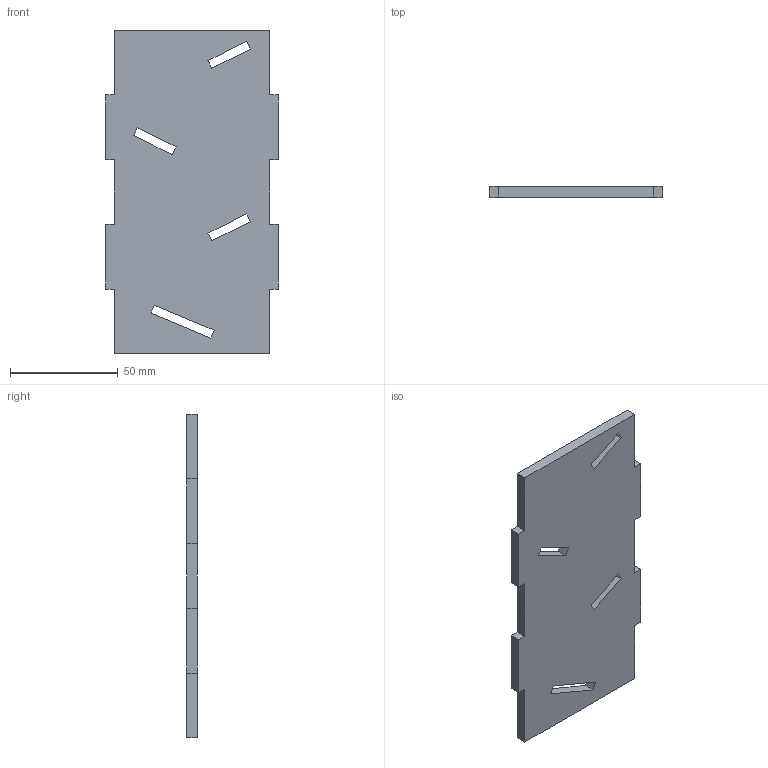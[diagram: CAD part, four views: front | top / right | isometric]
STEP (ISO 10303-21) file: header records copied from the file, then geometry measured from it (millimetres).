
FILE_DESCRIPTION(('STEP AP214'), '1');
FILE_NAME('Áîêîâàÿ ñòåíêà', '', ('UNSPECIFIED'), ('UNSPECIFIED'), 'C3D Converter', 'C3D Toolkit', '');
FILE_SCHEMA(('AUTOMOTIVE_DESIGN { 1 0 10303 214 3 1 1}'));
Length unit declared in the file: millimetre
Bounding box: 80 x 5 x 150 mm (x, y, z)
Volume: 54599.8 mm3; surface area: 25279.9 mm2
Topology: 1 solids, 1 shells, 38 faces, 108 edges, 72 vertices
Faces by surface type: plane 38
Entity records: 1567 total; most frequent: CARTESIAN_POINT 219, ORIENTED_EDGE 216, DIRECTION 186, EDGE_CURVE 108, LINE 108, VECTOR 108, VERTEX_POINT 72, FACE_BOUND 46
